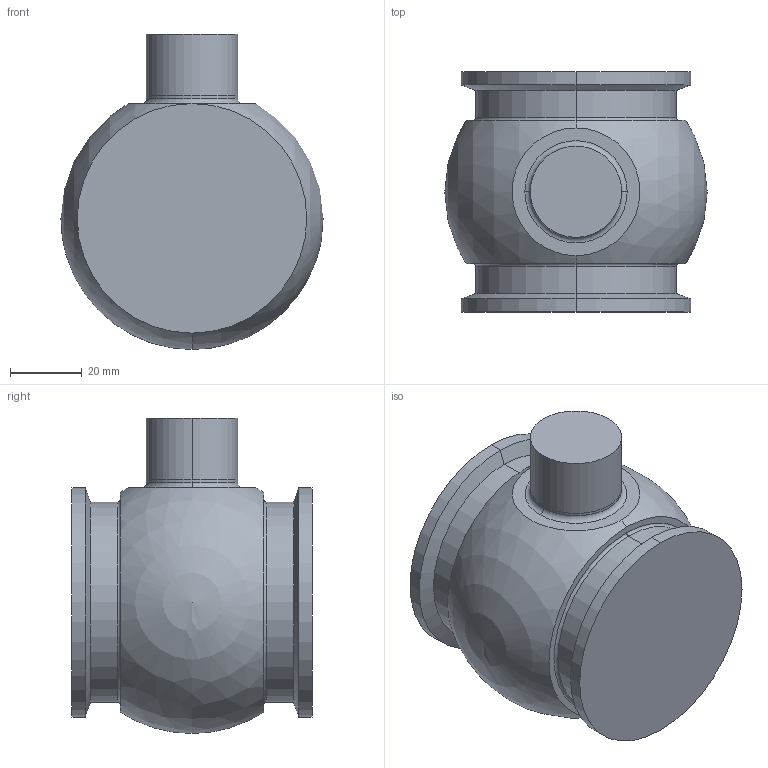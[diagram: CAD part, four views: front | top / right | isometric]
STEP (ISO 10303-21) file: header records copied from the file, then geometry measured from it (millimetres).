
FILE_DESCRIPTION (( 'STEP AP203' ), '1' );
FILE_NAME ('106269.STEP', '2017-10-12T20:03:09', ( '' ), ( '' ), 'SwSTEP 2.0', 'SolidWorks 2014', '' );
FILE_SCHEMA (( 'CONFIG_CONTROL_DESIGN' ));
Length unit declared in the file: inch
Products named in the file (1): 106269
Bounding box: 73 x 66.8 x 87.68 mm (x, y, z)
Volume: 230091 mm3; surface area: 23881 mm2
Topology: 1 solids, 1 shells, 30 faces, 64 edges, 37 vertices
Faces by surface type: cylinder 12, torus 6, plane 6, cone 4, sphere 2
Entity records: 857 total; most frequent: DIRECTION 164, CARTESIAN_POINT 124, ORIENTED_EDGE 118, AXIS2_PLACEMENT_3D 74, EDGE_CURVE 59, CIRCLE 43, VERTEX_POINT 34, EDGE_LOOP 33
